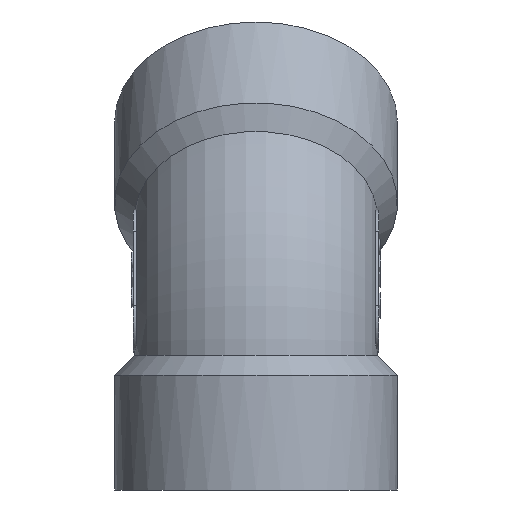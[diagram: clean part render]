
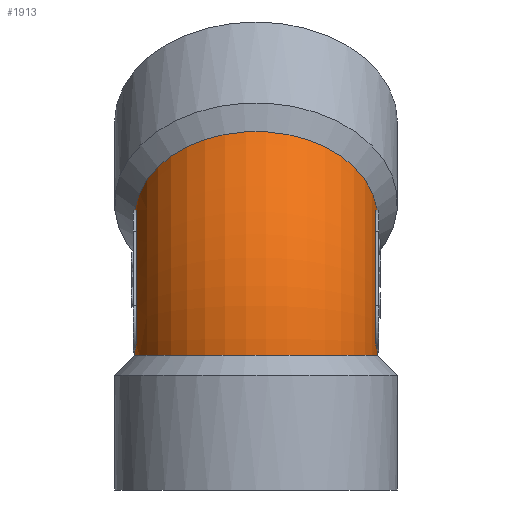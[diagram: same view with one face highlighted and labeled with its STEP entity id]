
A CAD part, left-side view. The second image highlights one B-rep face of the part: STEP entity #1913.
In plain terms, the highlighted toroidal (fillet/blend) face has major radius 28.971 mm and minor radius 18 mm.
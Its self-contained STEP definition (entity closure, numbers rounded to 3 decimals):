
#57=TOROIDAL_SURFACE('',#2049,28.971,18.);
#83=CIRCLE('',#2050,31.96);
#84=CIRCLE('',#2051,25.981);
#85=CIRCLE('',#2052,31.96);
#86=CIRCLE('',#2053,25.981);
#87=CIRCLE('',#2054,11.127);
#88=CIRCLE('',#2055,18.);
#89=CIRCLE('',#2056,11.127);
#90=CIRCLE('',#2057,18.);
#127=B_SPLINE_CURVE_WITH_KNOTS('',3,(#2789,#2790,#2791,#2792,#2793),
 .UNSPECIFIED.,.F.,.F.,(4,1,4),(0.,0.003,
0.006),.UNSPECIFIED.);
#128=B_SPLINE_CURVE_WITH_KNOTS('',3,(#2798,#2799,#2800,#2801,#2802),
 .UNSPECIFIED.,.F.,.F.,(4,1,4),(0.,0.003,
0.006),.UNSPECIFIED.);
#129=B_SPLINE_CURVE_WITH_KNOTS('',3,(#2805,#2806,#2807,#2808,#2809),
 .UNSPECIFIED.,.F.,.F.,(4,1,4),(0.,0.003,
0.006),.UNSPECIFIED.);
#130=B_SPLINE_CURVE_WITH_KNOTS('',3,(#2814,#2815,#2816,#2817,#2818),
 .UNSPECIFIED.,.F.,.F.,(4,1,4),(0.,0.003,
0.006),.UNSPECIFIED.);
#131=B_SPLINE_CURVE_WITH_KNOTS('',3,(#2824,#2825,#2826,#2827),
 .UNSPECIFIED.,.F.,.F.,(4,4),(0.,0.),.UNSPECIFIED.);
#132=B_SPLINE_CURVE_WITH_KNOTS('',3,(#2831,#2832,#2833,#2834),
 .UNSPECIFIED.,.F.,.F.,(4,4),(0.,0.),.UNSPECIFIED.);
#133=B_SPLINE_CURVE_WITH_KNOTS('',3,(#2838,#2839,#2840,#2841),
 .UNSPECIFIED.,.F.,.F.,(4,4),(0.,0.),
 .UNSPECIFIED.);
#134=B_SPLINE_CURVE_WITH_KNOTS('',3,(#2845,#2846,#2847,#2848),
 .UNSPECIFIED.,.F.,.F.,(4,4),(0.,0.),
 .UNSPECIFIED.);
#224=ORIENTED_EDGE('',*,*,#796,.T.);
#225=ORIENTED_EDGE('',*,*,#797,.T.);
#226=ORIENTED_EDGE('',*,*,#798,.T.);
#227=ORIENTED_EDGE('',*,*,#799,.T.);
#228=ORIENTED_EDGE('',*,*,#800,.T.);
#229=ORIENTED_EDGE('',*,*,#801,.T.);
#230=ORIENTED_EDGE('',*,*,#802,.T.);
#231=ORIENTED_EDGE('',*,*,#803,.T.);
#232=ORIENTED_EDGE('',*,*,#804,.T.);
#233=ORIENTED_EDGE('',*,*,#805,.T.);
#234=ORIENTED_EDGE('',*,*,#806,.T.);
#235=ORIENTED_EDGE('',*,*,#807,.T.);
#236=ORIENTED_EDGE('',*,*,#808,.T.);
#237=ORIENTED_EDGE('',*,*,#809,.T.);
#238=ORIENTED_EDGE('',*,*,#810,.F.);
#239=ORIENTED_EDGE('',*,*,#811,.T.);
#796=EDGE_CURVE('',#1081,#1082,#127,.T.);
#797=EDGE_CURVE('',#1082,#1083,#83,.T.);
#798=EDGE_CURVE('',#1083,#1084,#128,.T.);
#799=EDGE_CURVE('',#1084,#1081,#84,.T.);
#800=EDGE_CURVE('',#1085,#1086,#129,.T.);
#801=EDGE_CURVE('',#1086,#1087,#85,.T.);
#802=EDGE_CURVE('',#1087,#1088,#130,.T.);
#803=EDGE_CURVE('',#1088,#1085,#86,.T.);
#804=EDGE_CURVE('',#1089,#1090,#87,.T.);
#805=EDGE_CURVE('',#1090,#1091,#131,.T.);
#806=EDGE_CURVE('',#1091,#1092,#88,.F.);
#807=EDGE_CURVE('',#1092,#1093,#132,.T.);
#808=EDGE_CURVE('',#1093,#1094,#89,.T.);
#809=EDGE_CURVE('',#1094,#1095,#133,.T.);
#810=EDGE_CURVE('',#1096,#1095,#90,.F.);
#811=EDGE_CURVE('',#1096,#1089,#134,.T.);
#1081=VERTEX_POINT('',#2794);
#1082=VERTEX_POINT('',#2795);
#1083=VERTEX_POINT('',#2797);
#1084=VERTEX_POINT('',#2803);
#1085=VERTEX_POINT('',#2810);
#1086=VERTEX_POINT('',#2811);
#1087=VERTEX_POINT('',#2813);
#1088=VERTEX_POINT('',#2819);
#1089=VERTEX_POINT('',#2822);
#1090=VERTEX_POINT('',#2823);
#1091=VERTEX_POINT('',#2828);
#1092=VERTEX_POINT('',#2830);
#1093=VERTEX_POINT('',#2835);
#1094=VERTEX_POINT('',#2837);
#1095=VERTEX_POINT('',#2842);
#1096=VERTEX_POINT('',#2844);
#1572=EDGE_LOOP('',(#224,#225,#226,#227));
#1573=EDGE_LOOP('',(#228,#229,#230,#231));
#1574=EDGE_LOOP('',(#232,#233,#234,#235,#236,#237,#238,#239));
#1710=FACE_BOUND('',#1572,.T.);
#1711=FACE_BOUND('',#1573,.T.);
#1712=FACE_BOUND('',#1574,.T.);
#1913=ADVANCED_FACE('',(#1710,#1711,#1712),#57,.T.);
#2049=AXIS2_PLACEMENT_3D('',#2788,#2204,#2205);
#2050=AXIS2_PLACEMENT_3D('',#2796,#2206,#2207);
#2051=AXIS2_PLACEMENT_3D('',#2804,#2208,#2209);
#2052=AXIS2_PLACEMENT_3D('',#2812,#2210,#2211);
#2053=AXIS2_PLACEMENT_3D('',#2820,#2212,#2213);
#2054=AXIS2_PLACEMENT_3D('',#2821,#2214,#2215);
#2055=AXIS2_PLACEMENT_3D('',#2829,#2216,#2217);
#2056=AXIS2_PLACEMENT_3D('',#2836,#2218,#2219);
#2057=AXIS2_PLACEMENT_3D('',#2843,#2220,#2221);
#2204=DIRECTION('',(0.,-1.,0.));
#2205=DIRECTION('',(0.,0.,-1.));
#2206=DIRECTION('',(0.,-1.,0.));
#2207=DIRECTION('',(0.,0.,-1.));
#2208=DIRECTION('',(0.,1.,0.));
#2209=DIRECTION('',(0.,0.,1.));
#2210=DIRECTION('',(0.,1.,0.));
#2211=DIRECTION('',(0.,0.,1.));
#2212=DIRECTION('',(0.,-1.,0.));
#2213=DIRECTION('',(0.,0.,-1.));
#2214=DIRECTION('',(0.,-1.,0.));
#2215=DIRECTION('',(0.,0.,-1.));
#2216=DIRECTION('',(0.,0.,-1.));
#2217=DIRECTION('',(1.,0.,0.));
#2218=DIRECTION('',(0.,1.,0.));
#2219=DIRECTION('',(0.,0.,1.));
#2220=DIRECTION('',(-0.707,0.,-0.707));
#2221=DIRECTION('',(0.707,0.,-0.707));
#2788=CARTESIAN_POINT('',(-3.029,0.,20.));
#2789=CARTESIAN_POINT('',(-22.333,17.75,37.39));
#2790=CARTESIAN_POINT('',(-22.517,17.892,38.446));
#2791=CARTESIAN_POINT('',(-23.579,18.106,40.416));
#2792=CARTESIAN_POINT('',(-25.615,17.897,41.373));
#2793=CARTESIAN_POINT('',(-26.68,17.75,41.497));
#2794=CARTESIAN_POINT('',(-22.333,17.75,37.39));
#2795=CARTESIAN_POINT('',(-26.68,17.75,41.497));
#2796=CARTESIAN_POINT('',(-3.029,17.75,20.));
#2797=CARTESIAN_POINT('',(-34.953,17.75,21.523));
#2798=CARTESIAN_POINT('',(-34.953,17.75,21.523));
#2799=CARTESIAN_POINT('',(-34.113,17.897,20.858));
#2800=CARTESIAN_POINT('',(-32.008,18.106,20.095));
#2801=CARTESIAN_POINT('',(-29.853,17.892,20.736));
#2802=CARTESIAN_POINT('',(-28.975,17.75,21.353));
#2803=CARTESIAN_POINT('',(-28.975,17.75,21.353));
#2804=CARTESIAN_POINT('',(-3.029,17.75,20.));
#2805=CARTESIAN_POINT('',(-28.975,-17.75,21.353));
#2806=CARTESIAN_POINT('',(-29.853,-17.892,20.736));
#2807=CARTESIAN_POINT('',(-31.996,-18.106,20.094));
#2808=CARTESIAN_POINT('',(-34.113,-17.897,20.858));
#2809=CARTESIAN_POINT('',(-34.953,-17.75,21.523));
#2810=CARTESIAN_POINT('',(-28.975,-17.75,21.353));
#2811=CARTESIAN_POINT('',(-34.953,-17.75,21.523));
#2812=CARTESIAN_POINT('',(-3.029,-17.75,20.));
#2813=CARTESIAN_POINT('',(-26.68,-17.75,41.497));
#2814=CARTESIAN_POINT('',(-26.68,-17.75,41.497));
#2815=CARTESIAN_POINT('',(-25.615,-17.897,41.373));
#2816=CARTESIAN_POINT('',(-23.587,-18.106,40.424));
#2817=CARTESIAN_POINT('',(-22.517,-17.892,38.446));
#2818=CARTESIAN_POINT('',(-22.333,-17.75,37.39));
#2819=CARTESIAN_POINT('',(-22.333,-17.75,37.39));
#2820=CARTESIAN_POINT('',(-3.029,-17.75,20.));
#2821=CARTESIAN_POINT('',(-3.029,2.368,20.));
#2822=CARTESIAN_POINT('',(-10.898,2.368,27.867));
#2823=CARTESIAN_POINT('',(-14.156,2.368,20.001));
#2824=CARTESIAN_POINT('',(-14.156,2.368,20.001));
#2825=CARTESIAN_POINT('',(-14.158,2.381,20.));
#2826=CARTESIAN_POINT('',(-14.16,2.393,20.));
#2827=CARTESIAN_POINT('',(-14.161,2.406,20.));
#2828=CARTESIAN_POINT('',(-14.161,2.406,20.));
#2829=CARTESIAN_POINT('',(-32.,0.,20.));
#2830=CARTESIAN_POINT('',(-14.161,-2.406,20.));
#2831=CARTESIAN_POINT('',(-14.161,-2.406,20.));
#2832=CARTESIAN_POINT('',(-14.16,-2.393,20.));
#2833=CARTESIAN_POINT('',(-14.158,-2.381,20.));
#2834=CARTESIAN_POINT('',(-14.156,-2.368,20.001));
#2835=CARTESIAN_POINT('',(-14.156,-2.368,20.001));
#2836=CARTESIAN_POINT('',(-3.029,-2.368,20.));
#2837=CARTESIAN_POINT('',(-10.898,-2.368,27.867));
#2838=CARTESIAN_POINT('',(-10.898,-2.368,27.867));
#2839=CARTESIAN_POINT('',(-10.899,-2.381,27.869));
#2840=CARTESIAN_POINT('',(-10.9,-2.393,27.87));
#2841=CARTESIAN_POINT('',(-10.901,-2.406,27.872));
#2842=CARTESIAN_POINT('',(-10.901,-2.406,27.872));
#2843=CARTESIAN_POINT('',(-23.515,0.,40.485));
#2844=CARTESIAN_POINT('',(-10.901,2.406,27.872));
#2845=CARTESIAN_POINT('',(-10.901,2.406,27.872));
#2846=CARTESIAN_POINT('',(-10.9,2.393,27.87));
#2847=CARTESIAN_POINT('',(-10.899,2.381,27.869));
#2848=CARTESIAN_POINT('',(-10.898,2.368,27.867));
